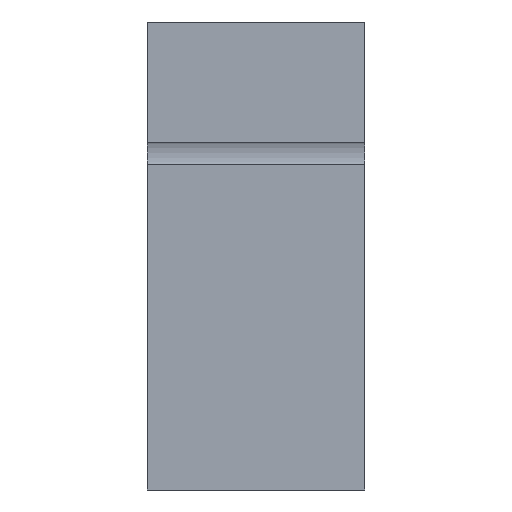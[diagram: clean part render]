
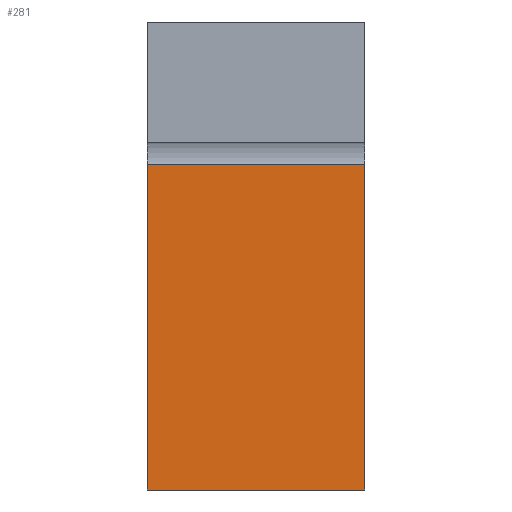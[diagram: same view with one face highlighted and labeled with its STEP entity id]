
A CAD part, front view. The second image highlights one B-rep face of the part: STEP entity #281.
In plain terms, the highlighted planar face has unit normal (0, -1, 0).
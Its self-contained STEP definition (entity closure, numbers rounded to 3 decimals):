
#281 = ADVANCED_FACE( '', ( #559 ), #560, .F. );
#559 = FACE_OUTER_BOUND( '', #843, .T. );
#560 = PLANE( '', #844 );
#843 = EDGE_LOOP( '', ( #1413, #1414, #1415, #1416 ) );
#844 = AXIS2_PLACEMENT_3D( '', #1417, #1418, #1419 );
#1413 = ORIENTED_EDGE( '', *, *, #1729, .T. );
#1414 = ORIENTED_EDGE( '', *, *, #1784, .F. );
#1415 = ORIENTED_EDGE( '', *, *, #1839, .F. );
#1416 = ORIENTED_EDGE( '', *, *, #1812, .T. );
#1417 = CARTESIAN_POINT( '', ( -39.5, -32.5, -42.5 ) );
#1418 = DIRECTION( '', ( 0., 1., 0. ) );
#1419 = DIRECTION( '', ( 0., 0., 1. ) );
#1729 = EDGE_CURVE( '', #2050, #2048, #2051, .T. );
#1784 = EDGE_CURVE( '', #2134, #2048, #2136, .T. );
#1812 = EDGE_CURVE( '', #2175, #2050, #2176, .T. );
#1839 = EDGE_CURVE( '', #2175, #2134, #2213, .T. );
#2048 = VERTEX_POINT( '', #2810 );
#2050 = VERTEX_POINT( '', #2813 );
#2051 = LINE( '', #2814, #2815 );
#2134 = VERTEX_POINT( '', #3155 );
#2136 = LINE( '', #3158, #3159 );
#2175 = VERTEX_POINT( '', #3296 );
#2176 = LINE( '', #3297, #3298 );
#2213 = LINE( '', #3431, #3432 );
#2810 = CARTESIAN_POINT( '', ( 0., -32.5, 16.7 ) );
#2813 = CARTESIAN_POINT( '', ( 0., -32.5, -42.5 ) );
#2814 = CARTESIAN_POINT( '', ( 0., -32.5, -42.5 ) );
#2815 = VECTOR( '', #4043, 1000. );
#3155 = CARTESIAN_POINT( '', ( -39.5, -32.5, 16.7 ) );
#3158 = CARTESIAN_POINT( '', ( -39.5, -32.5, 16.7 ) );
#3159 = VECTOR( '', #4061, 1000. );
#3296 = CARTESIAN_POINT( '', ( -39.5, -32.5, -42.5 ) );
#3297 = CARTESIAN_POINT( '', ( -39.5, -32.5, -42.5 ) );
#3298 = VECTOR( '', #4071, 1000. );
#3431 = CARTESIAN_POINT( '', ( -39.5, -32.5, -42.5 ) );
#3432 = VECTOR( '', #4081, 1000. );
#4043 = DIRECTION( '', ( 0., 0., 1. ) );
#4061 = DIRECTION( '', ( 1., 0., 0. ) );
#4071 = DIRECTION( '', ( 1., 0., 0. ) );
#4081 = DIRECTION( '', ( 0., 0., 1. ) );
